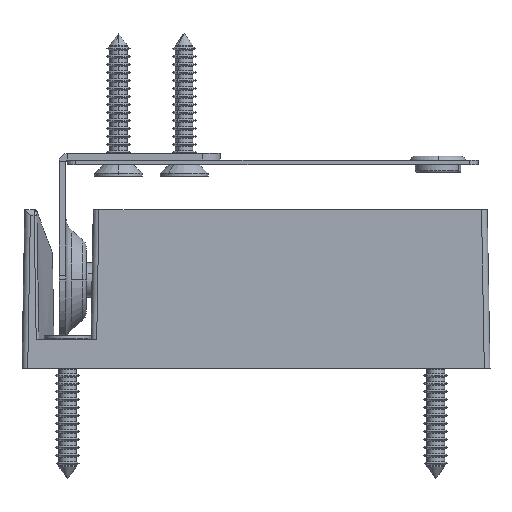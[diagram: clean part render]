
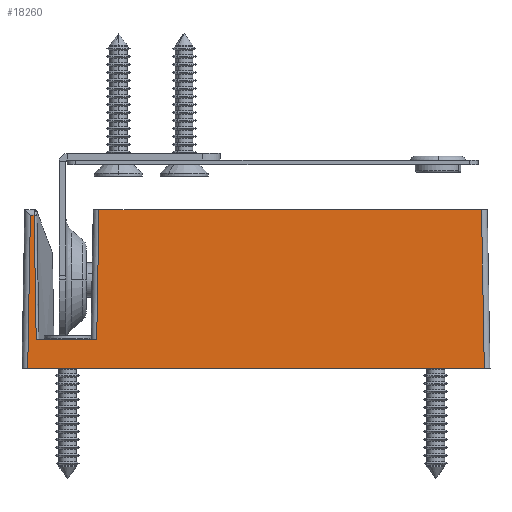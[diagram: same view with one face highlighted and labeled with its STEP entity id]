
A CAD part, left-side view. The second image highlights one B-rep face of the part: STEP entity #18260.
In plain terms, the highlighted planar face has unit normal (-1, 0, 0.018).
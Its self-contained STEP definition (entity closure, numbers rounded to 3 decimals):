
#23 = CARTESIAN_POINT ( 'NONE',  ( -14.913, 38.513, 5. ) ) ;
#402 = CARTESIAN_POINT ( 'NONE',  ( -14.532, 38.875, 26.817 ) ) ;
#1172 = DIRECTION ( 'NONE',  ( 0.017, 0.017, 1. ) ) ;
#1279 = LINE ( 'NONE', #16794, #20095 ) ;
#1481 = DIRECTION ( 'NONE',  ( 0., -1., 0. ) ) ;
#1845 = CARTESIAN_POINT ( 'NONE',  ( -15., 41., 0. ) ) ;
#2146 = EDGE_CURVE ( 'NONE', #18870, #6226, #23821, .T. ) ;
#2282 = CARTESIAN_POINT ( 'NONE',  ( -15., -40., 0. ) ) ;
#2760 = EDGE_CURVE ( 'NONE', #24038, #6711, #11144, .T. ) ;
#3164 = DIRECTION ( 'NONE',  ( 0., -1., 0. ) ) ;
#3420 = EDGE_CURVE ( 'NONE', #17492, #6711, #16626, .T. ) ;
#3492 = ORIENTED_EDGE ( 'NONE', *, *, #5694, .T. ) ;
#4254 = CARTESIAN_POINT ( 'NONE',  ( -14.829, 38.593, 9.818 ) ) ;
#5016 = DIRECTION ( 'NONE',  ( 0., -1., 0. ) ) ;
#5021 = VERTEX_POINT ( 'NONE', #21708 ) ;
#5339 = CARTESIAN_POINT ( 'NONE',  ( -15., 41., 0. ) ) ;
#5694 = EDGE_CURVE ( 'NONE', #18289, #18870, #1279, .T. ) ;
#5757 = ORIENTED_EDGE ( 'NONE', *, *, #20537, .T. ) ;
#6130 = ORIENTED_EDGE ( 'NONE', *, *, #10585, .T. ) ;
#6226 = VERTEX_POINT ( 'NONE', #10063 ) ;
#6228 = CARTESIAN_POINT ( 'NONE',  ( -15., 40., -0.017 ) ) ;
#6651 = ORIENTED_EDGE ( 'NONE', *, *, #2760, .T. ) ;
#6711 = VERTEX_POINT ( 'NONE', #18953 ) ;
#6769 = VECTOR ( 'NONE', #21754, 1000. ) ;
#7592 = AXIS2_PLACEMENT_3D ( 'NONE', #1845, #9663, #17485 ) ;
#7612 = PLANE ( 'NONE',  #7592 ) ;
#7830 = CARTESIAN_POINT ( 'NONE',  ( -14.702, 38.714, 17.09 ) ) ;
#8685 = CARTESIAN_POINT ( 'NONE',  ( -15.004, 28.004, -0.227 ) ) ;
#8854 = VECTOR ( 'NONE', #1172, 1000. ) ;
#9663 = DIRECTION ( 'NONE',  ( -1., 0., 0.017 ) ) ;
#9756 = CARTESIAN_POINT ( 'NONE',  ( -14.871, 38.553, 7.409 ) ) ;
#10063 = CARTESIAN_POINT ( 'NONE',  ( -15., 40., 0. ) ) ;
#10132 = CARTESIAN_POINT ( 'NONE',  ( -14.787, 38.633, 12.227 ) ) ;
#10585 = EDGE_CURVE ( 'NONE', #17492, #5021, #23842, .T. ) ;
#10911 = CARTESIAN_POINT ( 'NONE',  ( -14.975, -39.975, 1.413 ) ) ;
#10971 = CARTESIAN_POINT ( 'NONE',  ( -14.913, 38.513, 5. ) ) ;
#11144 = LINE ( 'NONE', #10911, #8854 ) ;
#11681 = VERTEX_POINT ( 'NONE', #10971 ) ;
#12476 = B_SPLINE_CURVE_WITH_KNOTS ( 'NONE', 3,
 ( #23, #9756, #4254, #10132, #15783, #7830, #23609, #23870, #19490, #402 ),
 .UNSPECIFIED., .F., .F.,
 ( 4, 3, 3, 4 ),
 ( 0.005, 0.012, 0.02, 0.027 ),
 .UNSPECIFIED. ) ;
#12889 = LINE ( 'NONE', #5339, #16043 ) ;
#12942 = EDGE_CURVE ( 'NONE', #6226, #24038, #12889, .T. ) ;
#13057 = LINE ( 'NONE', #22440, #14971 ) ;
#13122 = CARTESIAN_POINT ( 'NONE',  ( -14.532, 38.875, 26.817 ) ) ;
#13548 = CARTESIAN_POINT ( 'NONE',  ( -14.515, 27.515, 27.8 ) ) ;
#14971 = VECTOR ( 'NONE', #5016, 1000. ) ;
#14999 = ORIENTED_EDGE ( 'NONE', *, *, #12942, .T. ) ;
#15243 = ORIENTED_EDGE ( 'NONE', *, *, #2146, .T. ) ;
#15783 = CARTESIAN_POINT ( 'NONE',  ( -14.744, 38.673, 14.658 ) ) ;
#16043 = VECTOR ( 'NONE', #3164, 1000. ) ;
#16626 = LINE ( 'NONE', #20828, #23223 ) ;
#16794 = CARTESIAN_POINT ( 'NONE',  ( -14.532, 40.515, 26.817 ) ) ;
#17305 = EDGE_CURVE ( 'NONE', #11681, #5021, #13057, .T. ) ;
#17485 = DIRECTION ( 'NONE',  ( 0.017, 0., 1. ) ) ;
#17492 = VERTEX_POINT ( 'NONE', #13548 ) ;
#17606 = VECTOR ( 'NONE', #20100, 1000. ) ;
#18189 = EDGE_LOOP ( 'NONE', ( #21305, #5757, #3492, #15243, #14999, #6651, #20200, #6130 ) ) ;
#18260 = ADVANCED_FACE ( 'NONE', ( #24945 ), #7612, .T. ) ;
#18289 = VERTEX_POINT ( 'NONE', #13122 ) ;
#18870 = VERTEX_POINT ( 'NONE', #23382 ) ;
#18953 = CARTESIAN_POINT ( 'NONE',  ( -14.515, -39.515, 27.8 ) ) ;
#19490 = CARTESIAN_POINT ( 'NONE',  ( -14.574, 38.835, 24.386 ) ) ;
#20095 = VECTOR ( 'NONE', #24750, 1000. ) ;
#20100 = DIRECTION ( 'NONE',  ( -0.017, 0.017, -1. ) ) ;
#20200 = ORIENTED_EDGE ( 'NONE', *, *, #3420, .F. ) ;
#20537 = EDGE_CURVE ( 'NONE', #11681, #18289, #12476, .T. ) ;
#20828 = CARTESIAN_POINT ( 'NONE',  ( -14.515, 41., 27.8 ) ) ;
#21305 = ORIENTED_EDGE ( 'NONE', *, *, #17305, .F. ) ;
#21708 = CARTESIAN_POINT ( 'NONE',  ( -14.913, 27.913, 5. ) ) ;
#21754 = DIRECTION ( 'NONE',  ( -0.017, 0.017, -1. ) ) ;
#22440 = CARTESIAN_POINT ( 'NONE',  ( -14.913, 41., 5. ) ) ;
#23223 = VECTOR ( 'NONE', #1481, 1000. ) ;
#23382 = CARTESIAN_POINT ( 'NONE',  ( -14.532, 39.532, 26.817 ) ) ;
#23609 = CARTESIAN_POINT ( 'NONE',  ( -14.659, 38.754, 19.522 ) ) ;
#23821 = LINE ( 'NONE', #6228, #6769 ) ;
#23842 = LINE ( 'NONE', #8685, #17606 ) ;
#23870 = CARTESIAN_POINT ( 'NONE',  ( -14.617, 38.794, 21.954 ) ) ;
#24038 = VERTEX_POINT ( 'NONE', #2282 ) ;
#24750 = DIRECTION ( 'NONE',  ( 0., 1., 0. ) ) ;
#24945 = FACE_OUTER_BOUND ( 'NONE', #18189, .T. ) ;
